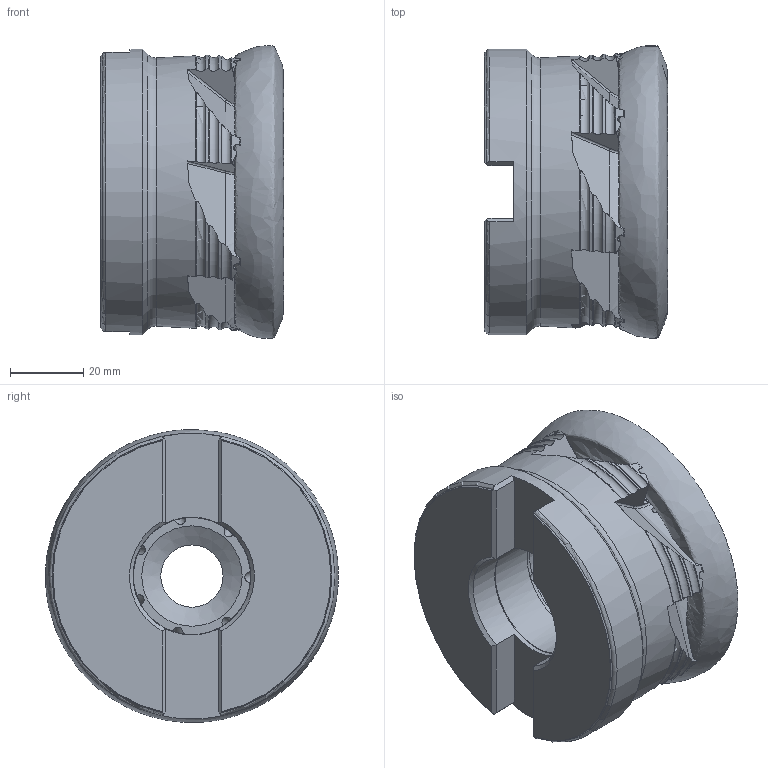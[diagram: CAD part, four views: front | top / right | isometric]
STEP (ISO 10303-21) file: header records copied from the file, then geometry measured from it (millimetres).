
FILE_DESCRIPTION (( 'STEP AP214' ), '1' );
FILE_NAME ('00PP-080-12-7.STEP', '2013-10-15T09:52:40', ( '' ), ( '' ), 'SwSTEP 2.0', 'SolidWorks 2013', '' );
FILE_SCHEMA (( 'AUTOMOTIVE_DESIGN' ));
Length unit declared in the file: millimetre
Products named in the file (1): 00PP-080-12-7
Bounding box: 50 x 79.92 x 79.89 mm (x, y, z)
Volume: 172742 mm3; surface area: 30811.5 mm2
Topology: 1 solids, 1 shells, 424 faces, 1273 edges, 824 vertices
Faces by surface type: plane 145, cone 93, cylinder 82, torus 75, bspline 29
Full cylindrical faces by diameter (mm): 3 x7, 17 x1, 25 x1, 32 x1, 32.15 x1, 78 x1
Entity records: 19292 total; most frequent: CARTESIAN_POINT 9193, ORIENTED_EDGE 2454, DIRECTION 1697, EDGE_CURVE 1227, VERTEX_POINT 804, AXIS2_PLACEMENT_3D 689, B_SPLINE_CURVE_WITH_KNOTS 499, EDGE_LOOP 465
